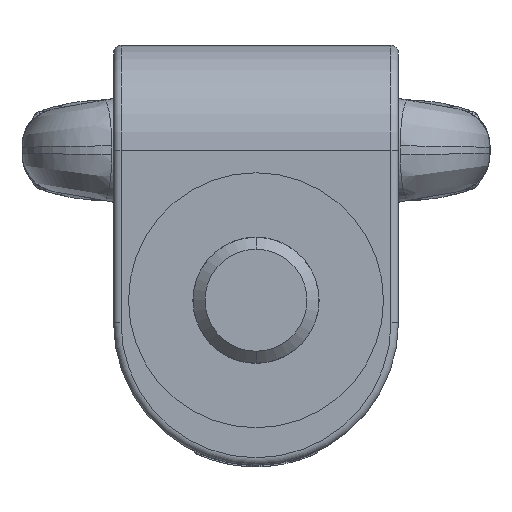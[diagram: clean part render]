
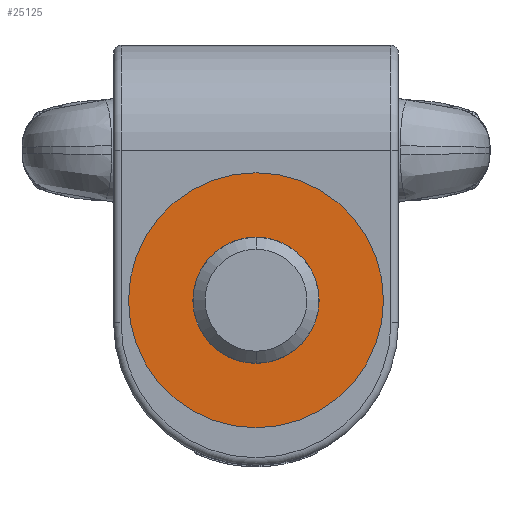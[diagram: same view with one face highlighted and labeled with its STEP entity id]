
A CAD part, front view. The second image highlights one B-rep face of the part: STEP entity #25125.
In plain terms, the highlighted face is planar.
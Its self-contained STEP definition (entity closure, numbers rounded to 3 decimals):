
#24964=CARTESIAN_POINT('',(0.,0.,43.5));
#24965=DIRECTION('',(0.,0.,-1.));
#24966=DIRECTION('',(1.,0.,0.));
#24967=AXIS2_PLACEMENT_3D('',#24964,#24965,#24966);
#24969=CARTESIAN_POINT('',(0.,0.,43.5));
#24970=DIRECTION('',(0.,0.,1.));
#24971=DIRECTION('',(1.,0.,0.));
#24972=AXIS2_PLACEMENT_3D('',#24969,#24970,#24971);
#24974=CARTESIAN_POINT('',(0.,0.,43.5));
#24975=DIRECTION('',(0.,0.,1.));
#24976=DIRECTION('',(1.,0.,0.));
#24977=AXIS2_PLACEMENT_3D('',#24974,#24975,#24976);
#24987=CARTESIAN_POINT('',(0.,0.,43.5));
#24988=DIRECTION('',(0.,0.,-1.));
#24989=DIRECTION('',(1.,0.,0.));
#24990=AXIS2_PLACEMENT_3D('',#24987,#24988,#24989);
#25076=CARTESIAN_POINT('',(42.5,0.,43.5));
#25078=VERTEX_POINT('',#25076);
#25089=CARTESIAN_POINT('',(21.05,0.,43.5));
#25091=VERTEX_POINT('',#25089);
#25092=CARTESIAN_POINT('',(-42.5,0.,43.5));
#25094=VERTEX_POINT('',#25092);
#25105=CARTESIAN_POINT('',(-21.05,0.,43.5));
#25107=VERTEX_POINT('',#25105);
#25108=CARTESIAN_POINT('',(0.,0.,43.5));
#25109=DIRECTION('',(0.,0.,1.));
#25110=DIRECTION('',(-1.,0.,0.));
#25111=AXIS2_PLACEMENT_3D('',#25108,#25109,#25110);
#25112=PLANE('',#25111);
#25114=ORIENTED_EDGE('',*,*,#25113,.F.);
#25116=ORIENTED_EDGE('',*,*,#25115,.T.);
#25117=EDGE_LOOP('',(#25114,#25116));
#25118=FACE_OUTER_BOUND('',#25117,.F.);
#25120=ORIENTED_EDGE('',*,*,#25119,.F.);
#25122=ORIENTED_EDGE('',*,*,#25121,.T.);
#25123=EDGE_LOOP('',(#25120,#25122));
#25124=FACE_BOUND('',#25123,.F.);
#25125=ADVANCED_FACE('',(#25118,#25124),#25112,.T.);
#24968=CIRCLE('',#24967,21.05);
#24973=CIRCLE('',#24972,21.05);
#24978=CIRCLE('',#24977,42.5);
#24991=CIRCLE('',#24990,42.5);
#25113=EDGE_CURVE('',#25078,#25094,#24978,.T.);
#25115=EDGE_CURVE('',#25078,#25094,#24991,.T.);
#25119=EDGE_CURVE('',#25091,#25107,#24968,.T.);
#25121=EDGE_CURVE('',#25091,#25107,#24973,.T.);
